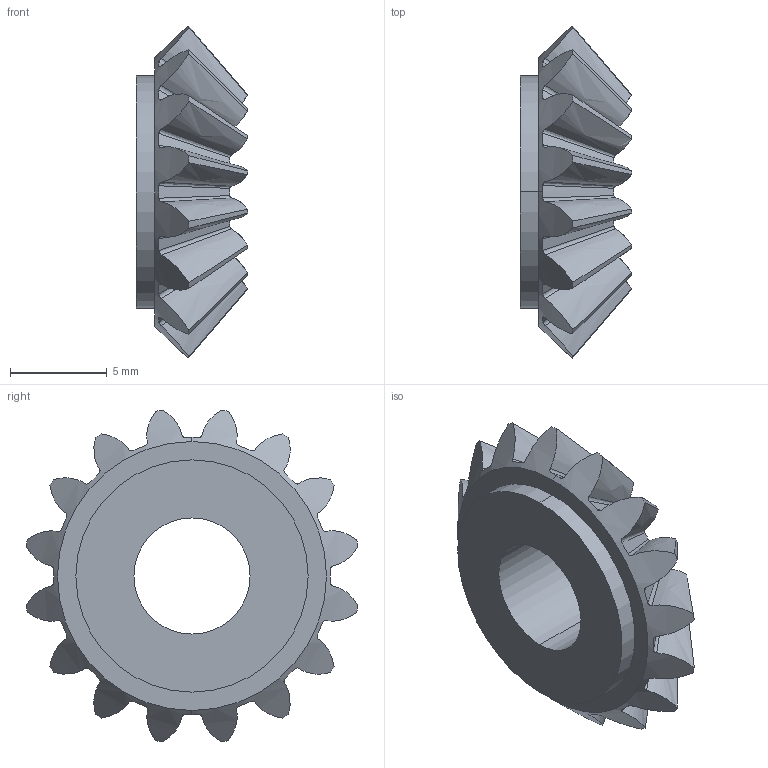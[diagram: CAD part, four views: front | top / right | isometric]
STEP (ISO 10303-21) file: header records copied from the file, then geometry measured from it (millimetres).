
FILE_DESCRIPTION (( 'STEP AP214' ), '1' );
FILE_NAME ('small_bevel_gear_CUT_1M_16GT_35550701.step', '2023-05-17T11:18:59', ( '' ), ( '' ), 'SwSTEP 2.0', 'SolidWorks 2022', '' );
FILE_SCHEMA (( 'AUTOMOTIVE_DESIGN' ));
Length unit declared in the file: millimetre
Products named in the file (1): small_bevel_gear_CUT_1M_16GT_35550701
Bounding box: 5.74 x 17.15 x 17.15 mm (x, y, z)
Volume: 528.7 mm3; surface area: 714.9 mm2
Topology: 1 solids, 1 shells, 107 faces, 312 edges, 208 vertices
Faces by surface type: bspline 80, cone 20, cylinder 4, plane 3
Entity records: 4976 total; most frequent: CARTESIAN_POINT 2768, ORIENTED_EDGE 624, EDGE_CURVE 312, DIRECTION 216, VERTEX_POINT 208, B_SPLINE_CURVE_WITH_KNOTS 196, EDGE_LOOP 110, FACE_OUTER_BOUND 107
